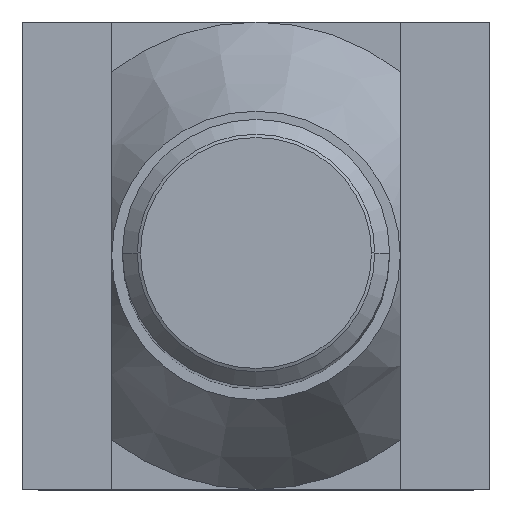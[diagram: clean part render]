
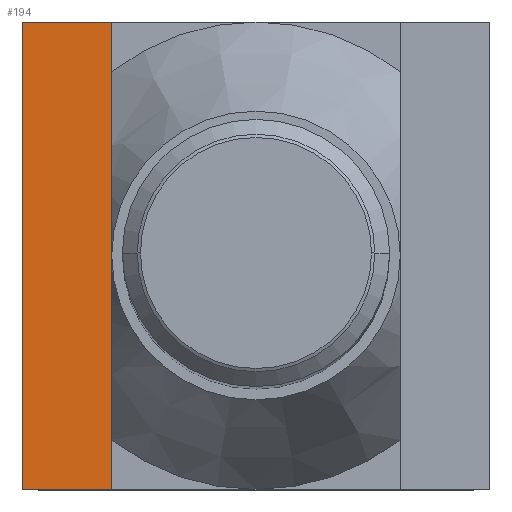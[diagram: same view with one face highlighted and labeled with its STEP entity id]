
A CAD part, top view. The second image highlights one B-rep face of the part: STEP entity #194.
In plain terms, the highlighted planar face has unit normal (0, 0, 1).
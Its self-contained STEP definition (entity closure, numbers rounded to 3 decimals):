
#160=VERTEX_POINT('',#419);
#194=ADVANCED_FACE('',(#456),#457,.T.);
#224=EDGE_CURVE('',#378,#234,#488,.T.);
#226=EDGE_CURVE('',#252,#234,#490,.T.);
#234=VERTEX_POINT('',#499);
#244=EDGE_CURVE('',#160,#252,#510,.T.);
#246=EDGE_CURVE('',#378,#160,#512,.T.);
#252=VERTEX_POINT('',#518);
#378=VERTEX_POINT('',#660);
#419=CARTESIAN_POINT('',(-17.5,17.5,0.));
#456=FACE_OUTER_BOUND('',#747,.T.);
#457=PLANE('',#748);
#488=LINE('',#800,#801);
#490=LINE('',#804,#805);
#499=CARTESIAN_POINT('',(-10.8,-17.5,0.));
#510=LINE('',#840,#841);
#512=LINE('',#844,#845);
#518=CARTESIAN_POINT('',(-17.5,-17.5,0.));
#660=CARTESIAN_POINT('',(-10.8,17.5,0.));
#747=EDGE_LOOP('',(#1147,#1148,#1149,#1150));
#748=AXIS2_PLACEMENT_3D('',#1151,#1152,#1153);
#800=CARTESIAN_POINT('',(-10.8,0.,0.));
#801=VECTOR('',#1166,1.0);
#804=CARTESIAN_POINT('',(-10.8,-17.5,0.));
#805=VECTOR('',#1167,1.0);
#840=CARTESIAN_POINT('',(-17.5,0.,0.));
#841=VECTOR('',#1187,1.0);
#844=CARTESIAN_POINT('',(-10.8,17.5,0.));
#845=VECTOR('',#1188,1.0);
#1147=ORIENTED_EDGE('',*,*,#226,.T.);
#1148=ORIENTED_EDGE('',*,*,#224,.F.);
#1149=ORIENTED_EDGE('',*,*,#246,.T.);
#1150=ORIENTED_EDGE('',*,*,#244,.T.);
#1151=CARTESIAN_POINT('',(-17.5,0.,0.));
#1152=DIRECTION('',(0.0,0.,1.0));
#1153=DIRECTION('',(0.0,-1.0,0.));
#1166=DIRECTION('',(0.0,-1.0,0.));
#1167=DIRECTION('',(1.0,0.0,0.0));
#1187=DIRECTION('',(0.0,-1.0,0.));
#1188=DIRECTION('',(-1.0,0.0,0.0));
